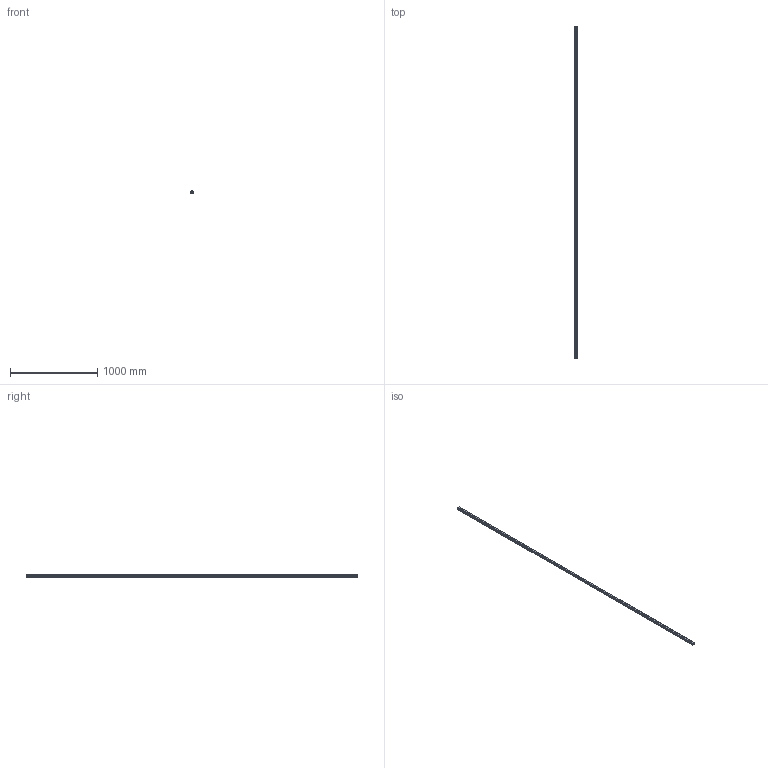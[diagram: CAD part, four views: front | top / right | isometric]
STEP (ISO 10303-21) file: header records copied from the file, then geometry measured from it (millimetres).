
FILE_DESCRIPTION(('STEP AP214'),'1');
FILE_NAME('cctmp_B9CB5534-F62B-49F5-B205-B52D23E87311_2021_01_26_14_09_18_0515..stp','2021-01-26T13:09:18',('HIWIN GmbH'),('CADClick - www.CADClick.com'),'Spatial InterOp 3D',' ','unknown authorization');
FILE_SCHEMA(('AUTOMOTIVE_DESIGN'));
Length unit declared in the file: millimetre
Products named in the file (1): HGR30T3810C_FILE
Bounding box: 28 x 3810 x 26 mm (x, y, z)
Volume: 2311059.4 mm3; surface area: 438082.6 mm2
Topology: 1 solids, 1 shells, 307 faces, 807 edges, 458 vertices
Faces by surface type: cylinder 118, cone 96, plane 93
Entity records: 11177 total; most frequent: DIRECTION 1563, CARTESIAN_POINT 1477, ORIENTED_EDGE 1422, EDGE_CURVE 711, AXIS2_PLACEMENT_3D 544, LINE 475, VECTOR 475, VERTEX_POINT 458
